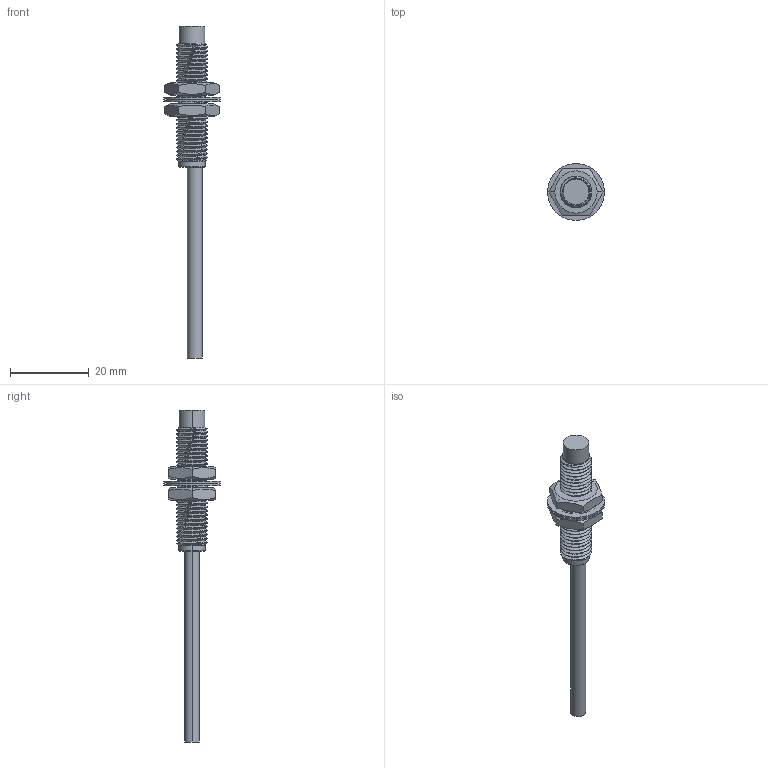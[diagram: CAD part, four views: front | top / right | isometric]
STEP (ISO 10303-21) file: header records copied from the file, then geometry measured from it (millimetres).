
FILE_DESCRIPTION (( 'STEP AP203' ), '1' );
FILE_NAME ('I830N4XX.STEP', '2025-11-26T05:52:34', ( 'User' ), ( 'China' ), 'SwSTEP 2.0', 'SolidWorks 2016', '' );
FILE_SCHEMA (( 'CONFIG_CONTROL_DESIGN' ));
Length unit declared in the file: millimetre
Products named in the file (1): I830N4XX
Bounding box: 14.44 x 14.44 x 84.4 mm (x, y, z)
Volume: 2630.3 mm3; surface area: 3148.1 mm2
Topology: 5 solids, 5 shells, 247 faces, 688 edges, 454 vertices
Faces by surface type: cylinder 154, plane 75, cone 8, sphere 8, bspline 2
Entity records: 16327 total; most frequent: CARTESIAN_POINT 10296, ORIENTED_EDGE 1376, DIRECTION 1046, EDGE_CURVE 688, VERTEX_POINT 454, AXIS2_PLACEMENT_3D 366, LINE 314, VECTOR 314
